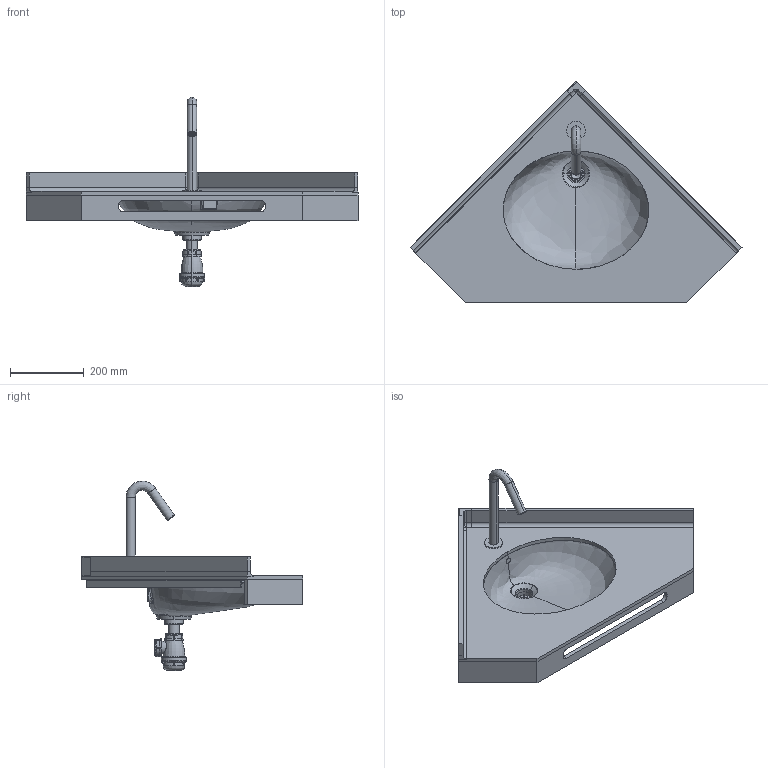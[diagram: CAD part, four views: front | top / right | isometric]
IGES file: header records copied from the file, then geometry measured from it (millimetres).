
Start section: 3D InterOp IGES (v. 2024 1.0.0), Spatial Corp. Copyright (c) 1999-2020.
Global section: file name: Sopp (1).igs; native system: Spatial Corp.; preprocessor: 3D InterOp GENERIC/IGES 3.0; author: Noname; organization: Noname; date: 20240712.085746; units: millimetre
Bounding box: 898.03 x 598.81 x 513.44 mm (x, y, z)
Volume: 6000458.9 mm3; surface area: 1425957.4 mm2
Topology: 21 solids, 21 shells, 520 faces, 1320 edges, 857 vertices
Faces by surface type: extrusion 173, cylinder 136, revolution 98, bspline 93, cone 20
